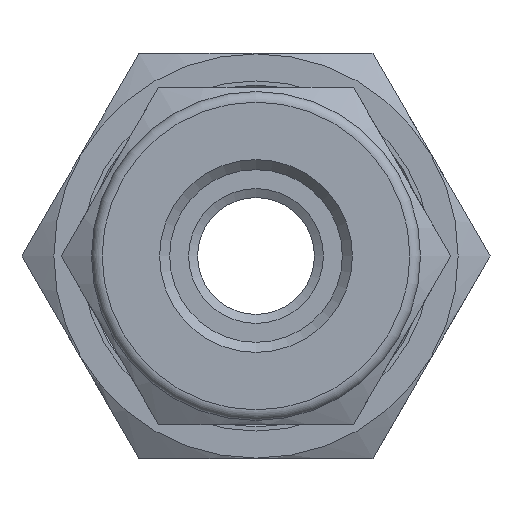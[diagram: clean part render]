
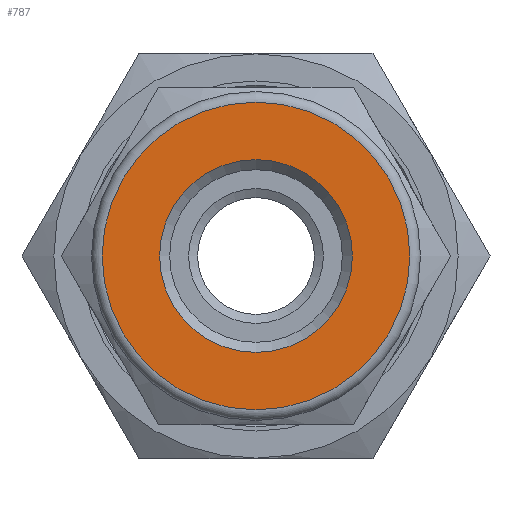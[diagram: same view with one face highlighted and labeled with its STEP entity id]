
A CAD part, left-side view. The second image highlights one B-rep face of the part: STEP entity #787.
In plain terms, the highlighted planar face has unit normal (-1, 0, 0).
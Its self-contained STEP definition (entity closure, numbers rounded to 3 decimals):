
#48=FACE_BOUND('',#185,.T.);
#84=CIRCLE('',#888,4.545);
#85=CIRCLE('',#890,7.25);
#130=FACE_OUTER_BOUND('',#184,.T.);
#184=EDGE_LOOP('',(#621));
#185=EDGE_LOOP('',(#622));
#366=VERTEX_POINT('',#1339);
#367=VERTEX_POINT('',#1343);
#461=EDGE_CURVE('',#366,#366,#84,.T.);
#462=EDGE_CURVE('',#367,#367,#85,.T.);
#621=ORIENTED_EDGE('',*,*,#462,.F.);
#622=ORIENTED_EDGE('',*,*,#461,.T.);
#749=PLANE('',#889);
#787=ADVANCED_FACE('',(#130,#48),#749,.T.);
#888=AXIS2_PLACEMENT_3D('',#1341,#1070,#1071);
#889=AXIS2_PLACEMENT_3D('',#1342,#1072,#1073);
#890=AXIS2_PLACEMENT_3D('',#1344,#1074,#1075);
#1070=DIRECTION('center_axis',(1.,0.,0.));
#1071=DIRECTION('ref_axis',(0.,0.,-1.));
#1072=DIRECTION('center_axis',(-1.,0.,0.));
#1073=DIRECTION('ref_axis',(0.,0.,1.));
#1074=DIRECTION('center_axis',(1.,0.,0.));
#1075=DIRECTION('ref_axis',(0.,0.,-1.));
#1339=CARTESIAN_POINT('',(-0.004,-4.545,0.));
#1341=CARTESIAN_POINT('Origin',(-0.004,0.,
0.));
#1342=CARTESIAN_POINT('Origin',(-0.004,7.25,0.));
#1343=CARTESIAN_POINT('',(-0.004,0.,7.25));
#1344=CARTESIAN_POINT('Origin',(-0.004,0.,
0.));
